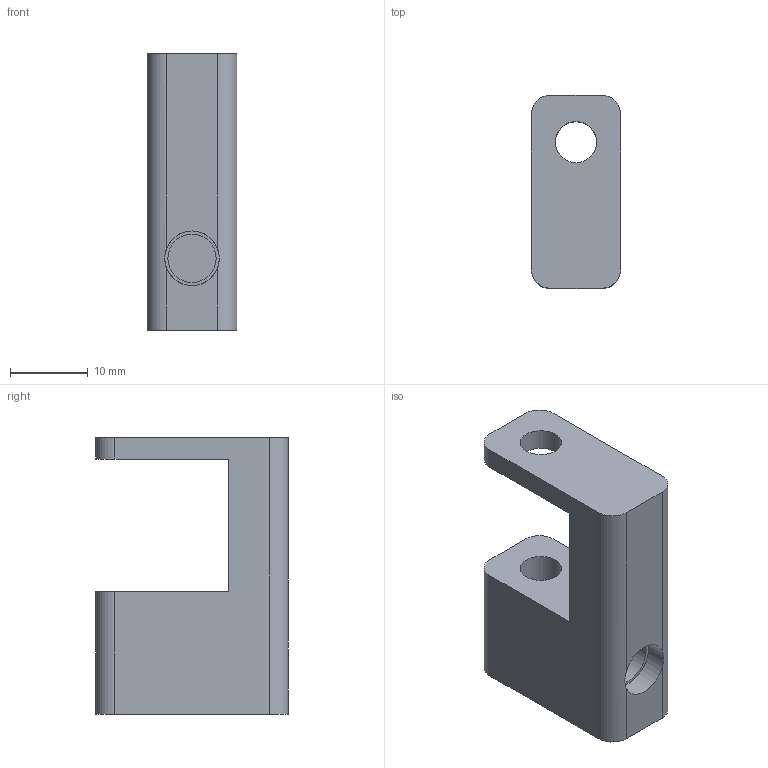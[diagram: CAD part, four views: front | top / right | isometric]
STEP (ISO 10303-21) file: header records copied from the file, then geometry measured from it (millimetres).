
FILE_DESCRIPTION(('HOOPS Exchange Step'),'2;1');
FILE_NAME('temp_export','2024-03-08T18:51:13-05:00',('mobile'),('Shapr3D Limited'),'HOOPS Exchange 2023.2','Shapr3D','Authorized');
FILE_SCHEMA( ('AUTOMOTIVE_DESIGN { 1 0 10303 214 1 1 1 1 }') );
Length unit declared in the file: millimetre
Products named in the file (4): Parts; Front Tensioners.step; Full.step; root
Assembly tree (3 placements, depth 4):
  root
    Full.step
      Front Tensioners.step
        Parts
Bounding box: 11.5 x 24.75 x 35.5 mm (x, y, z)
Volume: 5797.3 mm3; surface area: 3313.6 mm2
Topology: 1 solids, 1 shells, 23 faces, 62 edges, 42 vertices
Faces by surface type: plane 13, cylinder 10
Full cylindrical faces by diameter (mm): 5.3 x2, 6.2 x1, 7 x1
Entity records: 851 total; most frequent: CARTESIAN_POINT 161, DIRECTION 138, ORIENTED_EDGE 124, EDGE_CURVE 62, AXIS2_PLACEMENT_3D 51, VERTEX_POINT 42, VECTOR 36, LINE 36
